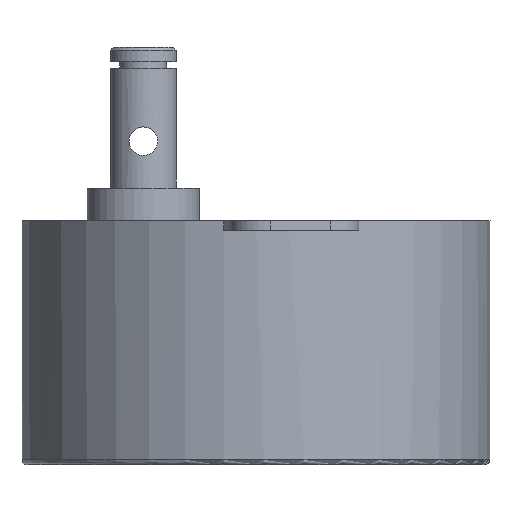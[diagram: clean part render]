
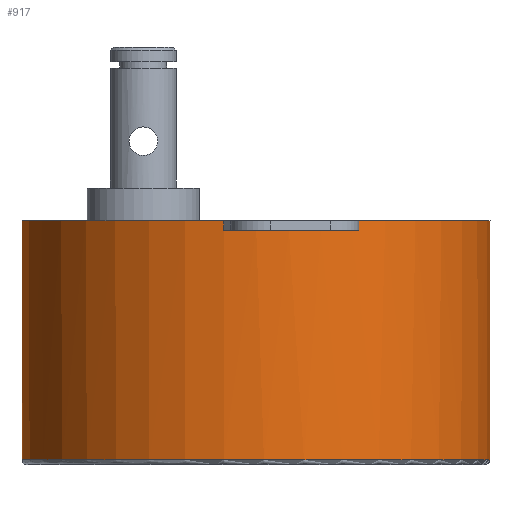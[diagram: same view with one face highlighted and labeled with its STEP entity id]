
A CAD part, left-side view. The second image highlights one B-rep face of the part: STEP entity #917.
In plain terms, the highlighted cylindrical face has radius 25 mm (diameter 50 mm), a full revolution.
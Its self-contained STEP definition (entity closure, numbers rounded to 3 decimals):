
#546=CARTESIAN_POINT('',(-22.808,-10.237,25.));
#547=VERTEX_POINT('',#546);
#554=CARTESIAN_POINT('',(-22.808,-10.237,26.0));
#555=VERTEX_POINT('',#554);
#556=CARTESIAN_POINT('',(-22.808,-10.237,26.0));
#557=DIRECTION('',(0.0,0.0,-1.0));
#558=VECTOR('',#557,1.);
#559=LINE('',#556,#558);
#560=EDGE_CURVE('',#555,#547,#559,.T.);
#577=CARTESIAN_POINT('',(-24.763,3.432,25.));
#578=VERTEX_POINT('',#577);
#586=CARTESIAN_POINT('',(-24.763,3.432,26.0));
#587=VERTEX_POINT('',#586);
#594=CARTESIAN_POINT('',(-24.763,3.432,25.));
#595=DIRECTION('',(0.0,0.0,1.0));
#596=VECTOR('',#595,1.);
#597=LINE('',#594,#596);
#598=EDGE_CURVE('',#578,#587,#597,.T.);
#608=CARTESIAN_POINT('',(0.0,0.0,25.));
#609=DIRECTION('',(0.0,0.0,-1.0));
#610=DIRECTION('',(-1.0,0.0,0.0));
#611=AXIS2_PLACEMENT_3D('',#608,#609,#610);
#612=CIRCLE('',#611,25.0);
#613=EDGE_CURVE('',#547,#578,#612,.T.);
#634=CARTESIAN_POINT('',(24.763,3.432,25.));
#635=VERTEX_POINT('',#634);
#636=CARTESIAN_POINT('',(22.808,-10.237,25.));
#637=VERTEX_POINT('',#636);
#638=CARTESIAN_POINT('',(0.0,0.0,25.));
#639=DIRECTION('',(0.0,0.0,-1.0));
#640=DIRECTION('',(-1.0,0.0,0.0));
#641=AXIS2_PLACEMENT_3D('',#638,#639,#640);
#642=CIRCLE('',#641,25.0);
#643=EDGE_CURVE('',#635,#637,#642,.T.);
#764=CARTESIAN_POINT('',(22.808,-10.237,26.0));
#765=VERTEX_POINT('',#764);
#772=CARTESIAN_POINT('',(22.808,-10.237,25.));
#773=DIRECTION('',(0.0,0.0,1.0));
#774=VECTOR('',#773,1.);
#775=LINE('',#772,#774);
#776=EDGE_CURVE('',#637,#765,#775,.T.);
#861=CARTESIAN_POINT('',(24.763,3.432,26.0));
#862=VERTEX_POINT('',#861);
#863=CARTESIAN_POINT('',(24.763,3.432,26.0));
#864=DIRECTION('',(0.0,0.0,-1.0));
#865=VECTOR('',#864,1.);
#866=LINE('',#863,#865);
#867=EDGE_CURVE('',#862,#635,#866,.T.);
#879=CARTESIAN_POINT('',(0.0,0.0,0.0));
#880=DIRECTION('',(0.0,0.0,1.0));
#881=DIRECTION('',(-1.0,0.0,0.0));
#882=AXIS2_PLACEMENT_3D('',#879,#880,#881);
#883=CYLINDRICAL_SURFACE('',#882,25.0);
#884=CARTESIAN_POINT('',(25.0,0.,0.5));
#885=VERTEX_POINT('',#884);
#886=CARTESIAN_POINT('',(0.0,0.0,0.5));
#887=DIRECTION('',(0.0,0.0,-1.0));
#888=DIRECTION('',(-1.0,0.0,0.0));
#889=AXIS2_PLACEMENT_3D('',#886,#887,#888);
#890=CIRCLE('',#889,25.0);
#891=EDGE_CURVE('',#885,#885,#890,.T.);
#892=ORIENTED_EDGE('',*,*,#891,.F.);
#893=EDGE_LOOP('',(#892));
#894=FACE_OUTER_BOUND('',#893,.T.);
#895=ORIENTED_EDGE('',*,*,#560,.T.);
#896=ORIENTED_EDGE('',*,*,#613,.T.);
#897=ORIENTED_EDGE('',*,*,#598,.T.);
#898=CARTESIAN_POINT('',(0.0,0.0,26.0));
#899=DIRECTION('',(0.0,0.0,-1.0));
#900=DIRECTION('',(-1.0,0.0,0.0));
#901=AXIS2_PLACEMENT_3D('',#898,#899,#900);
#902=CIRCLE('',#901,25.0);
#903=EDGE_CURVE('',#587,#862,#902,.T.);
#904=ORIENTED_EDGE('',*,*,#903,.T.);
#905=ORIENTED_EDGE('',*,*,#867,.T.);
#906=ORIENTED_EDGE('',*,*,#643,.T.);
#907=ORIENTED_EDGE('',*,*,#776,.T.);
#908=CARTESIAN_POINT('',(0.0,0.0,26.0));
#909=DIRECTION('',(0.0,0.0,-1.0));
#910=DIRECTION('',(-1.0,0.0,0.0));
#911=AXIS2_PLACEMENT_3D('',#908,#909,#910);
#912=CIRCLE('',#911,25.0);
#913=EDGE_CURVE('',#765,#555,#912,.T.);
#914=ORIENTED_EDGE('',*,*,#913,.T.);
#915=EDGE_LOOP('',(#895,#896,#897,#904,#905,#906,#907,#914));
#916=FACE_BOUND('',#915,.T.);
#917=ADVANCED_FACE('',(#894,#916),#883,.T.);
